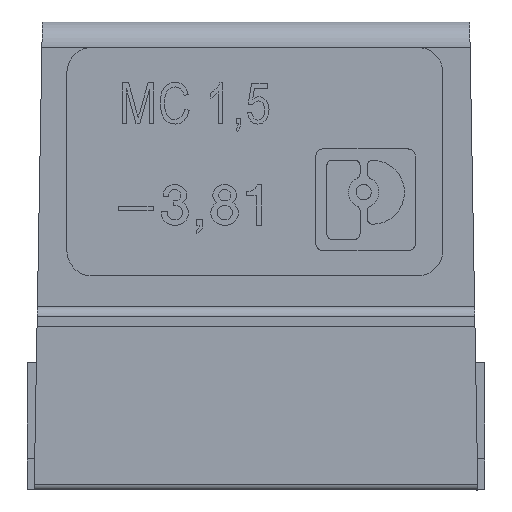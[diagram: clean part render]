
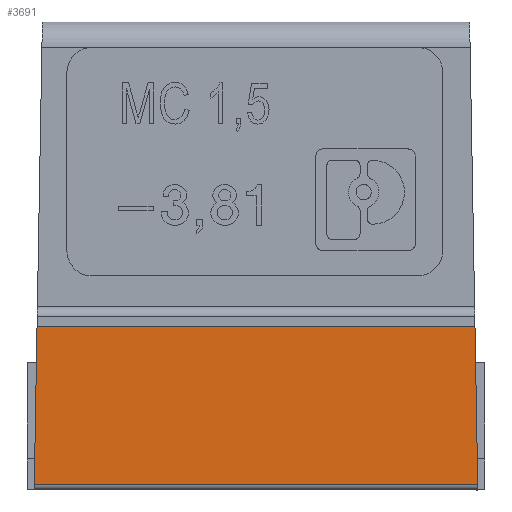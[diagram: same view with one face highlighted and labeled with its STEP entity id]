
A CAD part, top view. The second image highlights one B-rep face of the part: STEP entity #3691.
In plain terms, the highlighted planar face has unit normal (0, 0, 1).
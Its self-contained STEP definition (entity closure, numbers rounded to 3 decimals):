
#3691=ADVANCED_FACE('',(#9367),#9368,.F.);
#4485=VERTEX_POINT('',#10561);
#4487=EDGE_CURVE('',#4485,#10563,#10564,.T.);
#4805=VERTEX_POINT('',#10921);
#4807=EDGE_CURVE('',#10923,#4805,#10924,.T.);
#4811=EDGE_CURVE('',#4485,#4805,#10928,.T.);
#9367=FACE_OUTER_BOUND('',#16091,.T.);
#9368=PLANE('',#16092);
#10561=CARTESIAN_POINT('',(0.001,0.1,7.0));
#10563=VERTEX_POINT('',#17740);
#10564=LINE('',#17741,#17742);
#10921=CARTESIAN_POINT('',(0.055,3.2,7.));
#10923=VERTEX_POINT('',#18445);
#10924=LINE('',#18446,#18447);
#10928=LINE('',#18454,#18455);
#16091=EDGE_LOOP('',(#26272,#26273,#26274,#26275));
#16092=AXIS2_PLACEMENT_3D('',#26276,#26277,#26278);
#17740=CARTESIAN_POINT('',(8.729,0.1,7.));
#17741=CARTESIAN_POINT('',(0.001,0.1,7.));
#17742=VECTOR('',#29883,1.0);
#18445=CARTESIAN_POINT('',(8.675,3.2,7.));
#18446=CARTESIAN_POINT('',(63.421,3.2,7.0));
#18447=VECTOR('',#30036,1.0);
#18454=CARTESIAN_POINT('',(0.001,0.1,7.0));
#18455=VECTOR('',#30038,1.0);
#26272=ORIENTED_EDGE('',*,*,#4487,.T.);
#26273=ORIENTED_EDGE('',*,*,#31227,.F.);
#26274=ORIENTED_EDGE('',*,*,#4807,.T.);
#26275=ORIENTED_EDGE('',*,*,#4811,.F.);
#26276=CARTESIAN_POINT('',(-0.06,0.022,7.));
#26277=DIRECTION('',(0.,0.,-1.0));
#26278=DIRECTION('',(-1.0,0.0,0.));
#29883=DIRECTION('',(1.0,0.,0.));
#30036=DIRECTION('',(-1.0,0.,0.));
#30038=DIRECTION('',(0.017,1.,0.));
#31227=EDGE_CURVE('',#10923,#10563,#32096,.T.);
#32096=LINE('',#33146,#33147);
#33146=CARTESIAN_POINT('',(8.649,4.729,7.));
#33147=VECTOR('',#34115,1.0);
#34115=DIRECTION('',(0.017,-1.,0.));
